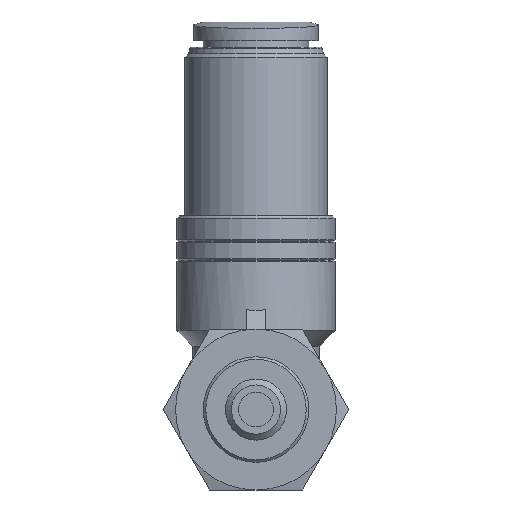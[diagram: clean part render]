
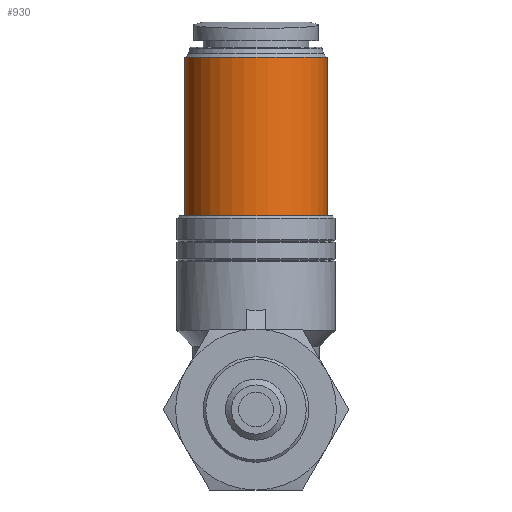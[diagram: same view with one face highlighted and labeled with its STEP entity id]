
A CAD part, front view. The second image highlights one B-rep face of the part: STEP entity #930.
In plain terms, the highlighted cylindrical face has radius 5.625 mm (diameter 11.25 mm), a full revolution.
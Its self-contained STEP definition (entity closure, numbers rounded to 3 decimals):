
#123=CYLINDRICAL_SURFACE('',#1044,5.625);
#162=CIRCLE('',#1043,5.625);
#163=CIRCLE('',#1045,5.625);
#280=ORIENTED_EDGE('',*,*,#504,.F.);
#281=ORIENTED_EDGE('',*,*,#503,.T.);
#503=EDGE_CURVE('',#616,#616,#162,.T.);
#504=EDGE_CURVE('',#617,#617,#163,.T.);
#616=VERTEX_POINT('',#1596);
#617=VERTEX_POINT('',#1599);
#712=EDGE_LOOP('',(#280));
#713=EDGE_LOOP('',(#281));
#816=FACE_BOUND('',#712,.T.);
#817=FACE_BOUND('',#713,.T.);
#930=ADVANCED_FACE('',(#816,#817),#123,.T.);
#1043=AXIS2_PLACEMENT_3D('',#1595,#1246,#1247);
#1044=AXIS2_PLACEMENT_3D('',#1597,#1248,#1249);
#1045=AXIS2_PLACEMENT_3D('',#1598,#1250,#1251);
#1246=DIRECTION('',(0.,0.,1.));
#1247=DIRECTION('',(1.,0.,0.));
#1248=DIRECTION('',(0.,0.,1.));
#1249=DIRECTION('',(1.,0.,0.));
#1250=DIRECTION('',(0.,0.,1.));
#1251=DIRECTION('',(1.,0.,0.));
#1595=CARTESIAN_POINT('',(0.,0.,15.3));
#1596=CARTESIAN_POINT('',(5.625,0.,15.3));
#1597=CARTESIAN_POINT('',(0.,0.,30.6));
#1598=CARTESIAN_POINT('',(0.,0.,27.8));
#1599=CARTESIAN_POINT('',(5.625,0.,27.8));
